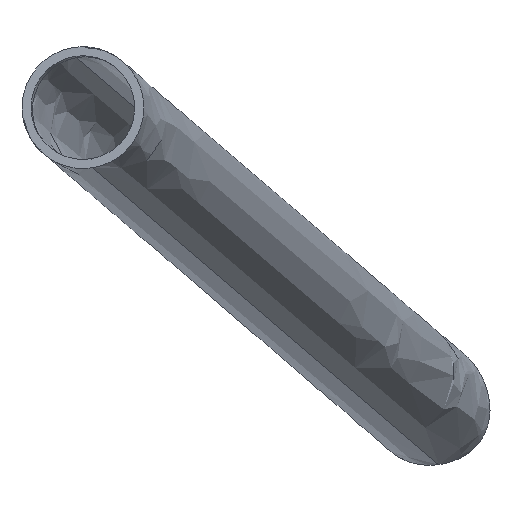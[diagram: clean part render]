
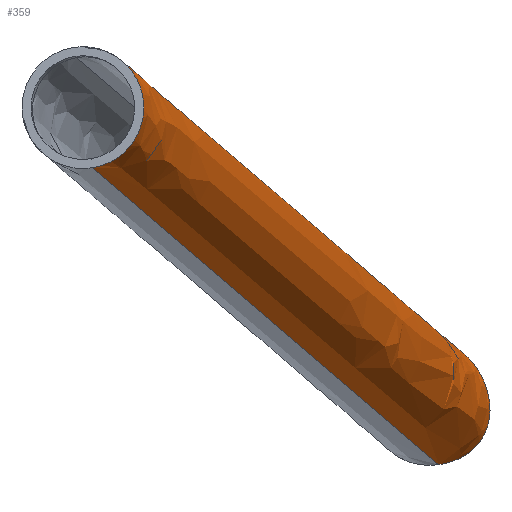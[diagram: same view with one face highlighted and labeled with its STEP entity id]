
A CAD part, left-side view. The second image highlights one B-rep face of the part: STEP entity #359.
In plain terms, the highlighted free-form (B-spline) face has degree [5, 4] with [6, 5] control points.
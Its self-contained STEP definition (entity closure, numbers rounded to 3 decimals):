
#131=CARTESIAN_POINT('Vertex',(-1656.,-226.512,-8.53)) ;
#134=CARTESIAN_POINT('Axis2P3D Location',(-1656.,-220.006,-16.125)) ;
#138=CARTESIAN_POINT('Vertex',(-1653.72,-218.737,-6.471)) ;
#196=CARTESIAN_POINT('Vertex',(-1657.167,-221.541,-26.006)) ;
#200=CARTESIAN_POINT('Control Point',(-1657.167,-221.541,-26.006)) ;
#201=CARTESIAN_POINT('Control Point',(-1657.248,-222.339,-25.882)) ;
#202=CARTESIAN_POINT('Control Point',(-1657.32,-223.135,-25.676)) ;
#203=CARTESIAN_POINT('Control Point',(-1657.382,-223.916,-25.386)) ;
#204=CARTESIAN_POINT('Control Point',(-1657.493,-225.572,-24.562)) ;
#205=CARTESIAN_POINT('Control Point',(-1657.542,-227.026,-23.357)) ;
#206=CARTESIAN_POINT('Control Point',(-1657.549,-227.737,-22.595)) ;
#207=CARTESIAN_POINT('Control Point',(-1657.521,-228.94,-20.907)) ;
#208=CARTESIAN_POINT('Control Point',(-1657.412,-229.681,-18.953)) ;
#209=CARTESIAN_POINT('Control Point',(-1657.339,-229.921,-17.941)) ;
#210=CARTESIAN_POINT('Control Point',(-1657.157,-230.136,-15.872)) ;
#211=CARTESIAN_POINT('Control Point',(-1656.914,-229.819,-13.818)) ;
#212=CARTESIAN_POINT('Control Point',(-1656.78,-229.528,-12.817)) ;
#213=CARTESIAN_POINT('Control Point',(-1656.546,-228.849,-11.265)) ;
#214=CARTESIAN_POINT('Control Point',(-1656.296,-227.875,-9.902)) ;
#215=CARTESIAN_POINT('Control Point',(-1656.198,-227.456,-9.407)) ;
#216=CARTESIAN_POINT('Control Point',(-1656.099,-227.,-8.948)) ;
#217=CARTESIAN_POINT('Control Point',(-1656.,-226.512,-8.53)) ;
#266=CARTESIAN_POINT('Control Point',(-1402.72,-278.731,-57.866)) ;
#267=CARTESIAN_POINT('Control Point',(-1404.673,-288.385,-56.136)) ;
#268=CARTESIAN_POINT('Control Point',(-1407.93,-294.48,-64.925)) ;
#269=CARTESIAN_POINT('Control Point',(-1409.233,-290.922,-75.444)) ;
#270=CARTESIAN_POINT('Control Point',(-1407.28,-281.269,-77.174)) ;
#271=CARTESIAN_POINT('Control Point',(-1452.92,-266.733,-47.587)) ;
#272=CARTESIAN_POINT('Control Point',(-1454.873,-276.386,-45.857)) ;
#273=CARTESIAN_POINT('Control Point',(-1458.13,-282.482,-54.646)) ;
#274=CARTESIAN_POINT('Control Point',(-1459.433,-278.924,-65.165)) ;
#275=CARTESIAN_POINT('Control Point',(-1457.48,-269.27,-66.895)) ;
#276=CARTESIAN_POINT('Control Point',(-1503.12,-254.734,-37.308)) ;
#277=CARTESIAN_POINT('Control Point',(-1505.073,-264.387,-35.578)) ;
#278=CARTESIAN_POINT('Control Point',(-1508.33,-270.483,-44.367)) ;
#279=CARTESIAN_POINT('Control Point',(-1509.633,-266.925,-54.886)) ;
#280=CARTESIAN_POINT('Control Point',(-1507.68,-257.271,-56.616)) ;
#281=CARTESIAN_POINT('Control Point',(-1553.32,-242.735,-27.029)) ;
#282=CARTESIAN_POINT('Control Point',(-1555.273,-252.389,-25.299)) ;
#283=CARTESIAN_POINT('Control Point',(-1558.53,-258.484,-34.088)) ;
#284=CARTESIAN_POINT('Control Point',(-1559.833,-254.926,-44.606)) ;
#285=CARTESIAN_POINT('Control Point',(-1557.88,-245.272,-46.336)) ;
#286=CARTESIAN_POINT('Control Point',(-1603.52,-230.736,-16.75)) ;
#287=CARTESIAN_POINT('Control Point',(-1605.473,-240.39,-15.02)) ;
#288=CARTESIAN_POINT('Control Point',(-1608.73,-246.485,-23.809)) ;
#289=CARTESIAN_POINT('Control Point',(-1610.033,-242.927,-34.327)) ;
#290=CARTESIAN_POINT('Control Point',(-1608.08,-233.274,-36.057)) ;
#291=CARTESIAN_POINT('Control Point',(-1653.72,-218.737,-6.471)) ;
#292=CARTESIAN_POINT('Control Point',(-1655.673,-228.391,-4.741)) ;
#293=CARTESIAN_POINT('Control Point',(-1658.93,-234.487,-13.53)) ;
#294=CARTESIAN_POINT('Control Point',(-1660.233,-230.928,-24.048)) ;
#295=CARTESIAN_POINT('Control Point',(-1658.28,-221.275,-25.778)) ;
#297=CARTESIAN_POINT('Control Point',(-1418.441,-274.974,-54.647)) ;
#298=CARTESIAN_POINT('Control Point',(-1465.497,-263.726,-45.012)) ;
#299=CARTESIAN_POINT('Control Point',(-1512.553,-252.479,-35.377)) ;
#300=CARTESIAN_POINT('Control Point',(-1559.609,-241.232,-25.742)) ;
#301=CARTESIAN_POINT('Control Point',(-1606.664,-229.985,-16.106)) ;
#302=CARTESIAN_POINT('Control Point',(-1653.72,-218.737,-6.471)) ;
#303=CARTESIAN_POINT('Vertex',(-1418.441,-274.974,-54.647)) ;
#307=CARTESIAN_POINT('Control Point',(-1419.178,-278.425,-74.737)) ;
#308=CARTESIAN_POINT('Control Point',(-1466.776,-267.048,-64.991)) ;
#309=CARTESIAN_POINT('Control Point',(-1514.374,-255.671,-55.245)) ;
#310=CARTESIAN_POINT('Control Point',(-1561.972,-244.294,-45.499)) ;
#311=CARTESIAN_POINT('Control Point',(-1609.569,-232.918,-35.752)) ;
#312=CARTESIAN_POINT('Control Point',(-1657.167,-221.541,-26.006)) ;
#313=CARTESIAN_POINT('Vertex',(-1419.178,-278.425,-74.737)) ;
#317=CARTESIAN_POINT('Control Point',(-1419.178,-278.425,-74.737)) ;
#318=CARTESIAN_POINT('Control Point',(-1419.182,-279.295,-74.622)) ;
#319=CARTESIAN_POINT('Control Point',(-1419.145,-280.165,-74.421)) ;
#320=CARTESIAN_POINT('Control Point',(-1419.075,-281.02,-74.13)) ;
#321=CARTESIAN_POINT('Control Point',(-1418.945,-282.214,-73.576)) ;
#322=CARTESIAN_POINT('Control Point',(-1418.816,-283.305,-72.825)) ;
#323=CARTESIAN_POINT('Control Point',(-1418.778,-283.632,-72.573)) ;
#324=CARTESIAN_POINT('Control Point',(-1418.701,-284.344,-71.956)) ;
#325=CARTESIAN_POINT('Control Point',(-1418.657,-284.974,-71.242)) ;
#326=CARTESIAN_POINT('Control Point',(-1418.647,-285.296,-70.813)) ;
#327=CARTESIAN_POINT('Control Point',(-1418.671,-286.081,-69.566)) ;
#328=CARTESIAN_POINT('Control Point',(-1418.846,-286.578,-68.167)) ;
#329=CARTESIAN_POINT('Control Point',(-1419.023,-286.763,-67.249)) ;
#330=CARTESIAN_POINT('Control Point',(-1419.525,-286.933,-65.134)) ;
#331=CARTESIAN_POINT('Control Point',(-1420.142,-286.584,-63.063)) ;
#332=CARTESIAN_POINT('Control Point',(-1420.487,-286.25,-61.925)) ;
#333=CARTESIAN_POINT('Control Point',(-1420.97,-285.531,-60.213)) ;
#334=CARTESIAN_POINT('Control Point',(-1421.293,-284.504,-58.642)) ;
#335=CARTESIAN_POINT('Control Point',(-1421.383,-284.1,-58.103)) ;
#336=CARTESIAN_POINT('Control Point',(-1421.526,-283.005,-56.84)) ;
#337=CARTESIAN_POINT('Control Point',(-1421.443,-281.696,-55.793)) ;
#338=CARTESIAN_POINT('Control Point',(-1421.295,-280.849,-55.272)) ;
#339=CARTESIAN_POINT('Control Point',(-1421.043,-279.971,-54.888)) ;
#340=CARTESIAN_POINT('Control Point',(-1420.709,-279.095,-54.638)) ;
#341=CARTESIAN_POINT('Vertex',(-1420.709,-279.095,-54.638)) ;
#345=CARTESIAN_POINT('Control Point',(-1420.709,-279.095,-54.638)) ;
#346=CARTESIAN_POINT('Control Point',(-1420.291,-278.,-54.327)) ;
#347=CARTESIAN_POINT('Control Point',(-1419.735,-276.91,-54.244)) ;
#348=CARTESIAN_POINT('Control Point',(-1419.101,-275.901,-54.37)) ;
#349=CARTESIAN_POINT('Control Point',(-1418.441,-274.974,-54.647)) ;
#135=DIRECTION('Axis2P3D Direction',(0.954,-0.228,-0.195)) ;
#136=AXIS2_PLACEMENT_3D('Circle Axis2P3D',#134,#135,$) ;
#352=ORIENTED_EDGE('',*,*,#305,.T.) ;
#353=ORIENTED_EDGE('',*,*,#140,.T.) ;
#354=ORIENTED_EDGE('',*,*,#218,.F.) ;
#355=ORIENTED_EDGE('',*,*,#315,.F.) ;
#356=ORIENTED_EDGE('',*,*,#343,.T.) ;
#357=ORIENTED_EDGE('',*,*,#350,.T.) ;
#359=ADVANCED_FACE('Corps principal',(#358),#265,.T.) ;
#199=B_SPLINE_CURVE_WITH_KNOTS('',5,(#200,#201,#202,#203,#204,#205,#206,#207,#208,#209,#210,#211,#212,#213,#214,#215,#216,#217),.UNSPECIFIED.,.F.,.U.,(6,3,3,3,3,6),(0.,6.064,13.341,20.471,27.635,32.182),.UNSPECIFIED.) ;
#316=B_SPLINE_CURVE_WITH_KNOTS('',5,(#317,#318,#319,#320,#321,#322,#323,#324,#325,#326,#327,#328,#329,#330,#331,#332,#333,#334,#335,#336,#337,#338,#339,#340),.UNSPECIFIED.,.F.,.U.,(6,3,3,3,3,3,3,6),(0.,6.548,9.492,13.244,19.766,28.273,32.973,39.919),.UNSPECIFIED.) ;
#344=B_SPLINE_CURVE_WITH_KNOTS('',4,(#345,#346,#347,#348,#349),.UNSPECIFIED.,.F.,.U.,(5,5),(0.,6.944),.UNSPECIFIED.) ;
#137=CIRCLE('generated circle',#136,10.) ;
#140=EDGE_CURVE('',#139,#132,#137,.T.) ;
#218=EDGE_CURVE('',#197,#132,#199,.T.) ;
#305=EDGE_CURVE('',#304,#139,#296,.T.) ;
#315=EDGE_CURVE('',#314,#197,#306,.T.) ;
#343=EDGE_CURVE('',#314,#342,#316,.T.) ;
#350=EDGE_CURVE('',#342,#304,#344,.T.) ;
#351=EDGE_LOOP('',(#352,#353,#354,#355,#356,#357)) ;
#358=FACE_OUTER_BOUND('',#351,.T.) ;
#132=VERTEX_POINT('',#131) ;
#139=VERTEX_POINT('',#138) ;
#197=VERTEX_POINT('',#196) ;
#304=VERTEX_POINT('',#303) ;
#314=VERTEX_POINT('',#313) ;
#342=VERTEX_POINT('',#341) ;
#296=(BOUNDED_CURVE()B_SPLINE_CURVE(5,(#297,#298,#299,#300,#301,#302),.UNSPECIFIED.,.F.,.U.)B_SPLINE_CURVE_WITH_KNOTS((6,6),(16.481,263.138),.UNSPECIFIED.)CURVE()GEOMETRIC_REPRESENTATION_ITEM()RATIONAL_B_SPLINE_CURVE((1.,1.,1.,1.,1.,1.))REPRESENTATION_ITEM('')) ;
#306=(BOUNDED_CURVE()B_SPLINE_CURVE(5,(#307,#308,#309,#310,#311,#312),.UNSPECIFIED.,.F.,.U.)B_SPLINE_CURVE_WITH_KNOTS((6,6),(12.474,261.971),.UNSPECIFIED.)CURVE()GEOMETRIC_REPRESENTATION_ITEM()RATIONAL_B_SPLINE_CURVE((1.,1.,1.,1.,1.,1.))REPRESENTATION_ITEM('')) ;
#265=(BOUNDED_SURFACE()B_SPLINE_SURFACE(5,4,((#266,#267,#268,#269,#270),(#271,#272,#273,#274,#275),(#276,#277,#278,#279,#280),(#281,#282,#283,#284,#285),(#286,#287,#288,#289,#290),(#291,#292,#293,#294,#295)),.UNSPECIFIED.,.F.,.F.,.U.)B_SPLINE_SURFACE_WITH_KNOTS((6,6),(5,5),(0.,263.138),(31.416,62.832),.UNSPECIFIED.)GEOMETRIC_REPRESENTATION_ITEM()RATIONAL_B_SPLINE_SURFACE(((1.,0.707,0.667,0.707,1.),(1.,0.707,0.667,0.707,1.),(1.,0.707,0.667,0.707,1.),(1.,0.707,0.667,0.707,1.),(1.,0.707,0.667,0.707,1.),(1.,0.707,0.667,0.707,1.)))REPRESENTATION_ITEM('Rational BSpline Surface')SURFACE()) ;
